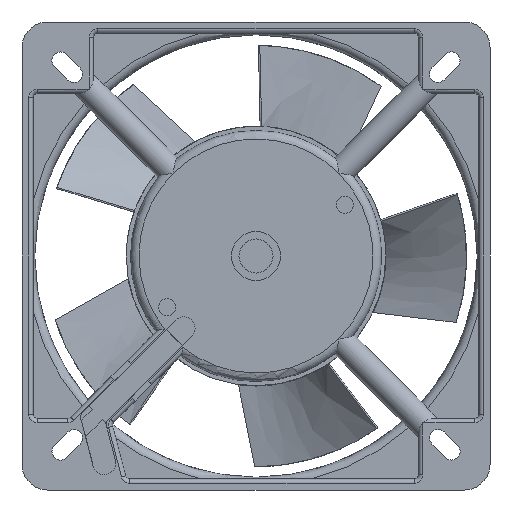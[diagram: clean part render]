
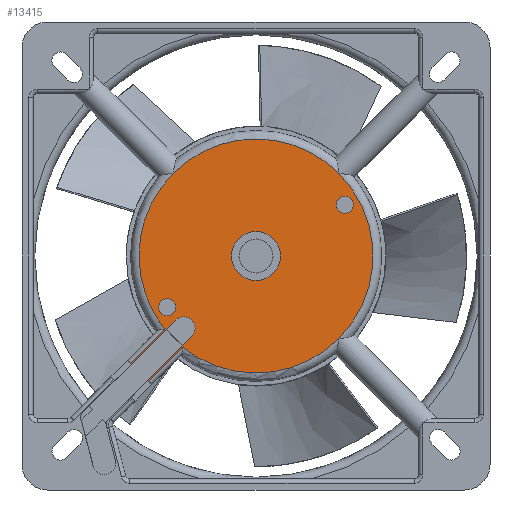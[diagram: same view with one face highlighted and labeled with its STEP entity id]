
A CAD part, front view. The second image highlights one B-rep face of the part: STEP entity #13415.
In plain terms, the highlighted planar face has unit normal (0, -1, 0).
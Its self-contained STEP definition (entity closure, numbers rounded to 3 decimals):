
#32=CARTESIAN_POINT('',(-17.208,0.,-21.451));
#128=CARTESIAN_POINT('',(19.445,0.,19.445));
#2372=DIRECTION('',(-0.707,0.,-0.707));
#2373=VECTOR('',#2372,11.374);
#2374=CARTESIAN_POINT('',(-17.208,0.,-21.451));
#2375=LINE('',#2374,#2373);
#2376=DIRECTION('',(-0.707,0.,0.707));
#2377=VECTOR('',#2376,0.3);
#2378=CARTESIAN_POINT('',(-25.25,0.,-29.493));
#2379=LINE('',#2378,#2377);
#2380=DIRECTION('',(0.707,0.,0.707));
#2381=VECTOR('',#2380,14.66);
#2382=CARTESIAN_POINT('',(-25.463,0.,-29.281));
#2383=LINE('',#2382,#2381);
#2384=CARTESIAN_POINT('',(-17.006,0.,-17.006));
#2385=DIRECTION('',(0.,-1.,0.));
#2386=DIRECTION('',(0.707,0.,-0.707));
#2387=AXIS2_PLACEMENT_3D('',#2384,#2385,#2386);
#2389=CARTESIAN_POINT('',(-17.006,0.,-17.006));
#2390=DIRECTION('',(0.,-1.,0.));
#2391=DIRECTION('',(1.,0.,0.));
#2392=AXIS2_PLACEMENT_3D('',#2389,#2390,#2391);
#2394=DIRECTION('',(-0.707,0.,-0.707));
#2395=VECTOR('',#2394,14.66);
#2396=CARTESIAN_POINT('',(-18.915,0.,-15.097));
#2397=LINE('',#2396,#2395);
#2398=DIRECTION('',(-0.707,0.,0.707));
#2399=VECTOR('',#2398,0.3);
#2400=CARTESIAN_POINT('',(-29.281,0.,-25.463));
#2401=LINE('',#2400,#2399);
#2402=DIRECTION('',(0.707,0.,0.707));
#2403=VECTOR('',#2402,11.374);
#2404=CARTESIAN_POINT('',(-29.493,0.,-25.25));
#2405=LINE('',#2404,#2403);
#2406=CARTESIAN_POINT('',(0.,0.,0.));
#2407=DIRECTION('',(0.,1.,0.));
#2408=DIRECTION('',(-0.78,0.,-0.626));
#2409=AXIS2_PLACEMENT_3D('',#2406,#2407,#2408);
#2411=CARTESIAN_POINT('',(0.,0.,0.));
#2412=DIRECTION('',(0.,1.,0.));
#2413=DIRECTION('',(-1.,0.,-0.001));
#2414=AXIS2_PLACEMENT_3D('',#2411,#2412,#2413);
#2416=CARTESIAN_POINT('',(0.,0.,0.));
#2417=DIRECTION('',(0.,1.,0.));
#2418=DIRECTION('',(-0.707,0.,0.707));
#2419=AXIS2_PLACEMENT_3D('',#2416,#2417,#2418);
#2421=CARTESIAN_POINT('',(0.,0.,0.));
#2422=DIRECTION('',(0.,1.,0.));
#2423=DIRECTION('',(0.013,0.,1.));
#2424=AXIS2_PLACEMENT_3D('',#2421,#2422,#2423);
#2426=CARTESIAN_POINT('',(0.,0.,0.));
#2427=DIRECTION('',(0.,1.,0.));
#2428=DIRECTION('',(0.707,0.,0.707));
#2429=AXIS2_PLACEMENT_3D('',#2426,#2427,#2428);
#2431=CARTESIAN_POINT('',(0.,0.,0.));
#2432=DIRECTION('',(0.,1.,0.));
#2433=DIRECTION('',(0.707,0.,-0.707));
#2434=AXIS2_PLACEMENT_3D('',#2431,#2432,#2433);
#2436=CARTESIAN_POINT('',(0.,0.,0.));
#2437=DIRECTION('',(0.,1.,0.));
#2438=DIRECTION('',(-0.013,0.,-1.));
#2439=AXIS2_PLACEMENT_3D('',#2436,#2437,#2438);
#2441=CARTESIAN_POINT('',(0.,0.,0.));
#2442=DIRECTION('',(0.,-1.,0.));
#2443=DIRECTION('',(-1.,0.,0.));
#2444=AXIS2_PLACEMENT_3D('',#2441,#2442,#2443);
#2446=CARTESIAN_POINT('',(0.,0.,0.));
#2447=DIRECTION('',(0.,-1.,0.));
#2448=DIRECTION('',(1.,0.,0.));
#2449=AXIS2_PLACEMENT_3D('',#2446,#2447,#2448);
#2451=CARTESIAN_POINT('',(-20.871,0.,-12.05));
#2452=DIRECTION('',(0.,-1.,0.));
#2453=DIRECTION('',(0.,0.,1.));
#2454=AXIS2_PLACEMENT_3D('',#2451,#2452,#2453);
#2456=CARTESIAN_POINT('',(-20.871,0.,-12.05));
#2457=DIRECTION('',(0.,-1.,0.));
#2458=DIRECTION('',(0.,0.,-1.));
#2459=AXIS2_PLACEMENT_3D('',#2456,#2457,#2458);
#2461=CARTESIAN_POINT('',(20.871,0.,12.05));
#2462=DIRECTION('',(0.,-1.,0.));
#2463=DIRECTION('',(0.,0.,1.));
#2464=AXIS2_PLACEMENT_3D('',#2461,#2462,#2463);
#2466=CARTESIAN_POINT('',(20.871,0.,12.05));
#2467=DIRECTION('',(0.,-1.,0.));
#2468=DIRECTION('',(0.,0.,-1.));
#2469=AXIS2_PLACEMENT_3D('',#2466,#2467,#2468);
#8216=VERTEX_POINT('',#32);
#8217=CARTESIAN_POINT('',(-0.349,0.,-27.498));
#8218=VERTEX_POINT('',#8217);
#8219=CARTESIAN_POINT('',(19.445,0.,-19.445));
#8220=VERTEX_POINT('',#8219);
#8271=VERTEX_POINT('',#128);
#8272=CARTESIAN_POINT('',(0.349,0.,27.498));
#8273=VERTEX_POINT('',#8272);
#8274=CARTESIAN_POINT('',(-19.445,0.,19.445));
#8275=VERTEX_POINT('',#8274);
#8497=CARTESIAN_POINT('',(-25.25,0.,-29.493));
#8498=VERTEX_POINT('',#8497);
#8499=CARTESIAN_POINT('',(-25.463,0.,-29.281));
#8500=VERTEX_POINT('',#8499);
#8501=CARTESIAN_POINT('',(-15.097,0.,-18.915));
#8502=VERTEX_POINT('',#8501);
#8503=CARTESIAN_POINT('',(-14.306,0.,-17.006));
#8504=VERTEX_POINT('',#8503);
#8505=CARTESIAN_POINT('',(-18.915,0.,-15.097));
#8506=VERTEX_POINT('',#8505);
#8507=CARTESIAN_POINT('',(-29.281,0.,-25.463));
#8508=VERTEX_POINT('',#8507);
#8509=CARTESIAN_POINT('',(-29.493,0.,-25.25));
#8510=VERTEX_POINT('',#8509);
#8511=CARTESIAN_POINT('',(-21.451,0.,-17.208));
#8512=VERTEX_POINT('',#8511);
#8513=CARTESIAN_POINT('',(-27.5,0.,-0.026));
#8514=VERTEX_POINT('',#8513);
#8515=CARTESIAN_POINT('',(-5.75,0.,0.));
#8516=CARTESIAN_POINT('',(5.75,0.,0.));
#8517=VERTEX_POINT('',#8515);
#8518=VERTEX_POINT('',#8516);
#8519=CARTESIAN_POINT('',(-20.871,0.,-10.05));
#8520=CARTESIAN_POINT('',(-20.871,0.,-14.05));
#8521=VERTEX_POINT('',#8519);
#8522=VERTEX_POINT('',#8520);
#8523=CARTESIAN_POINT('',(20.871,0.,14.05));
#8524=CARTESIAN_POINT('',(20.871,0.,10.05));
#8525=VERTEX_POINT('',#8523);
#8526=VERTEX_POINT('',#8524);
#13366=CARTESIAN_POINT('',(0.,0.,0.));
#13367=DIRECTION('',(0.,1.,0.));
#13368=DIRECTION('',(1.,0.,0.));
#13369=AXIS2_PLACEMENT_3D('',#13366,#13367,#13368);
#13370=PLANE('',#13369);
#13372=ORIENTED_EDGE('',*,*,#13371,.T.);
#13374=ORIENTED_EDGE('',*,*,#13373,.T.);
#13376=ORIENTED_EDGE('',*,*,#13375,.T.);
#13378=ORIENTED_EDGE('',*,*,#13377,.T.);
#13380=ORIENTED_EDGE('',*,*,#13379,.T.);
#13382=ORIENTED_EDGE('',*,*,#13381,.T.);
#13383=ORIENTED_EDGE('',*,*,#13344,.T.);
#13384=ORIENTED_EDGE('',*,*,#13357,.T.);
#13386=ORIENTED_EDGE('',*,*,#13385,.T.);
#13388=ORIENTED_EDGE('',*,*,#13387,.T.);
#13389=ORIENTED_EDGE('',*,*,#10871,.T.);
#13390=ORIENTED_EDGE('',*,*,#10869,.T.);
#13392=ORIENTED_EDGE('',*,*,#13391,.T.);
#13393=ORIENTED_EDGE('',*,*,#10732,.T.);
#13394=ORIENTED_EDGE('',*,*,#10730,.T.);
#13395=EDGE_LOOP('',(#13372,#13374,#13376,#13378,#13380,#13382,#13383,#13384,
#13386,#13388,#13389,#13390,#13392,#13393,#13394));
#13396=FACE_OUTER_BOUND('',#13395,.F.);
#13398=ORIENTED_EDGE('',*,*,#13397,.T.);
#13400=ORIENTED_EDGE('',*,*,#13399,.T.);
#13401=EDGE_LOOP('',(#13398,#13400));
#13402=FACE_BOUND('',#13401,.F.);
#13404=ORIENTED_EDGE('',*,*,#13403,.T.);
#13406=ORIENTED_EDGE('',*,*,#13405,.T.);
#13407=EDGE_LOOP('',(#13404,#13406));
#13408=FACE_BOUND('',#13407,.F.);
#13410=ORIENTED_EDGE('',*,*,#13409,.T.);
#13412=ORIENTED_EDGE('',*,*,#13411,.T.);
#13413=EDGE_LOOP('',(#13410,#13412));
#13414=FACE_BOUND('',#13413,.F.);
#13415=ADVANCED_FACE('',(#13396,#13402,#13408,#13414),#13370,.F.);
#2388=CIRCLE('',#2387,2.7);
#2393=CIRCLE('',#2392,2.7);
#2410=CIRCLE('',#2409,27.5);
#2415=CIRCLE('',#2414,27.5);
#2420=CIRCLE('',#2419,27.5);
#2425=CIRCLE('',#2424,27.5);
#2430=CIRCLE('',#2429,27.5);
#2435=CIRCLE('',#2434,27.5);
#2440=CIRCLE('',#2439,27.5);
#2445=CIRCLE('',#2444,5.75);
#2450=CIRCLE('',#2449,5.75);
#2455=CIRCLE('',#2454,2.);
#2460=CIRCLE('',#2459,2.);
#2465=CIRCLE('',#2464,2.);
#2470=CIRCLE('',#2469,2.);
#10730=EDGE_CURVE('',#8218,#8216,#2440,.T.);
#10732=EDGE_CURVE('',#8220,#8218,#2435,.T.);
#10869=EDGE_CURVE('',#8273,#8271,#2425,.T.);
#10871=EDGE_CURVE('',#8275,#8273,#2420,.T.);
#13344=EDGE_CURVE('',#8508,#8510,#2401,.T.);
#13357=EDGE_CURVE('',#8510,#8512,#2405,.T.);
#13371=EDGE_CURVE('',#8216,#8498,#2375,.T.);
#13373=EDGE_CURVE('',#8498,#8500,#2379,.T.);
#13375=EDGE_CURVE('',#8500,#8502,#2383,.T.);
#13377=EDGE_CURVE('',#8502,#8504,#2388,.T.);
#13379=EDGE_CURVE('',#8504,#8506,#2393,.T.);
#13381=EDGE_CURVE('',#8506,#8508,#2397,.T.);
#13385=EDGE_CURVE('',#8512,#8514,#2410,.T.);
#13387=EDGE_CURVE('',#8514,#8275,#2415,.T.);
#13391=EDGE_CURVE('',#8271,#8220,#2430,.T.);
#13397=EDGE_CURVE('',#8517,#8518,#2445,.T.);
#13399=EDGE_CURVE('',#8518,#8517,#2450,.T.);
#13403=EDGE_CURVE('',#8521,#8522,#2455,.T.);
#13405=EDGE_CURVE('',#8522,#8521,#2460,.T.);
#13409=EDGE_CURVE('',#8525,#8526,#2465,.T.);
#13411=EDGE_CURVE('',#8526,#8525,#2470,.T.);
